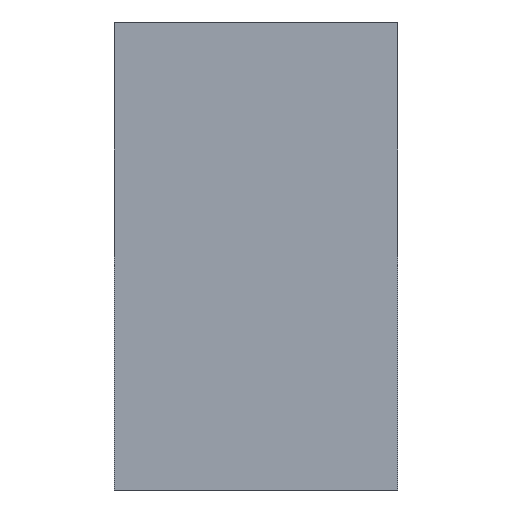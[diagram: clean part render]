
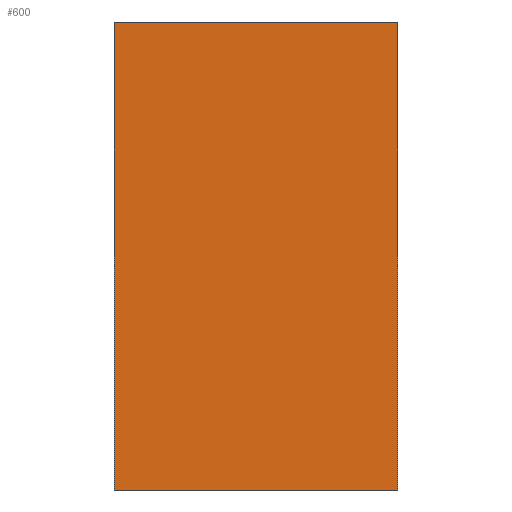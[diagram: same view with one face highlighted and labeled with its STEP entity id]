
A CAD part, left-side view. The second image highlights one B-rep face of the part: STEP entity #600.
In plain terms, the highlighted planar face has unit normal (-1, 0, 0).
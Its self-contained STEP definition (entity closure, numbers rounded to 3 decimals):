
#26 = VERTEX_POINT ( 'NONE', #563 ) ;
#31 = PLANE ( 'NONE',  #439 ) ;
#85 = CARTESIAN_POINT ( 'NONE',  ( 0., 28.5, 33. ) ) ;
#106 = EDGE_CURVE ( 'NONE', #931, #1041, #1285, .T. ) ;
#166 = DIRECTION ( 'NONE',  ( 0., -1., 0. ) ) ;
#170 = ORIENTED_EDGE ( 'NONE', *, *, #245, .T. ) ;
#224 = CARTESIAN_POINT ( 'NONE',  ( 0., 35., 33. ) ) ;
#245 = EDGE_CURVE ( 'NONE', #1041, #869, #309, .T. ) ;
#309 = LINE ( 'NONE', #979, #797 ) ;
#368 = CARTESIAN_POINT ( 'NONE',  ( 0., 35., 40. ) ) ;
#439 = AXIS2_PLACEMENT_3D ( 'NONE', #494, #841, #470 ) ;
#470 = DIRECTION ( 'NONE',  ( 0., 0., -1. ) ) ;
#494 = CARTESIAN_POINT ( 'NONE',  ( 0., 28.5, 33. ) ) ;
#563 = CARTESIAN_POINT ( 'NONE',  ( 0., 15., 33. ) ) ;
#600 = ADVANCED_FACE ( 'NONE', ( #942 ), #31, .F. ) ;
#642 = EDGE_LOOP ( 'NONE', ( #693, #1187, #170, #1459 ) ) ;
#683 = DIRECTION ( 'NONE',  ( 0., 0., -1. ) ) ;
#689 = CARTESIAN_POINT ( 'NONE',  ( 0., 15., 40. ) ) ;
#693 = ORIENTED_EDGE ( 'NONE', *, *, #1412, .F. ) ;
#797 = VECTOR ( 'NONE', #1441, 1000. ) ;
#841 = DIRECTION ( 'NONE',  ( 1., 0., 0. ) ) ;
#847 = VECTOR ( 'NONE', #1088, 1000. ) ;
#869 = VERTEX_POINT ( 'NONE', #1018 ) ;
#931 = VERTEX_POINT ( 'NONE', #224 ) ;
#942 = FACE_OUTER_BOUND ( 'NONE', #642, .T. ) ;
#979 = CARTESIAN_POINT ( 'NONE',  ( 0., 28.5, 0. ) ) ;
#1018 = CARTESIAN_POINT ( 'NONE',  ( 0., 15., 0. ) ) ;
#1041 = VERTEX_POINT ( 'NONE', #1301 ) ;
#1088 = DIRECTION ( 'NONE',  ( 0., 0., -1. ) ) ;
#1137 = VECTOR ( 'NONE', #683, 1000. ) ;
#1182 = LINE ( 'NONE', #85, #1281 ) ;
#1187 = ORIENTED_EDGE ( 'NONE', *, *, #106, .T. ) ;
#1244 = EDGE_CURVE ( 'NONE', #26, #869, #1254, .T. ) ;
#1254 = LINE ( 'NONE', #689, #1137 ) ;
#1281 = VECTOR ( 'NONE', #166, 1000. ) ;
#1285 = LINE ( 'NONE', #368, #847 ) ;
#1301 = CARTESIAN_POINT ( 'NONE',  ( 0., 35., 0. ) ) ;
#1412 = EDGE_CURVE ( 'NONE', #931, #26, #1182, .T. ) ;
#1441 = DIRECTION ( 'NONE',  ( 0., -1., 0. ) ) ;
#1459 = ORIENTED_EDGE ( 'NONE', *, *, #1244, .F. ) ;
